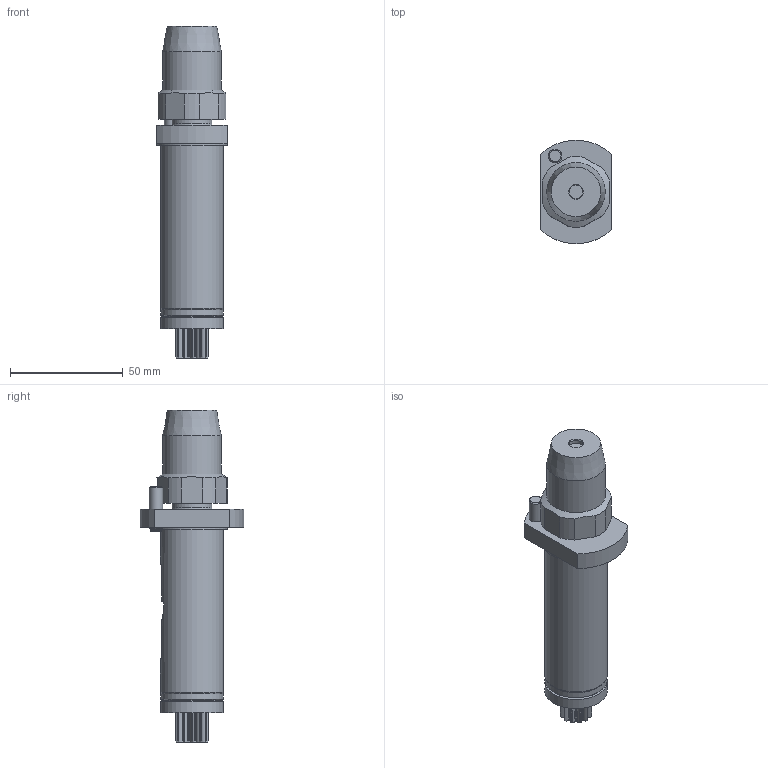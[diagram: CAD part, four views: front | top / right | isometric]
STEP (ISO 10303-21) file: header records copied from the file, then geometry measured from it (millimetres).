
FILE_DESCRIPTION(/* description */ (''),/* implementation_level */ '2;1');
FILE_NAME(/* name */ '10000957778nxv000_01_214.stp',/* time_stamp */ '2021-12-14T11:19:05+01:00',/* author */ (''),/* organization */ (''),/* preprocessor_version */ 'ST-DEVELOPER v16.7',/* originating_system */ 'SIEMENS PLM Software NX 12.0',/* authorisation */ '');
FILE_SCHEMA (('AUTOMOTIVE_DESIGN { 1 0 10303 214 3 1 1 1 }'));
Length unit declared in the file: millimetre
Products named in the file (1): 10000957778nxv000_01
Bounding box: 31.5 x 45.84 x 147.5 mm (x, y, z)
Volume: 87444.1 mm3; surface area: 16874.1 mm2
Topology: 1 solids, 1 shells, 139 faces, 381 edges, 253 vertices
Faces by surface type: cylinder 67, plane 26, extrusion 24, cone 20, torus 1, sphere 1
Full cylindrical faces by diameter (mm): 5 x1, 6 x2, 17.7 x1, 23.8 x1, 26 x1, 27.6 x1, 27.9 x1, 28 x1, 31.2 x1
Entity records: 6467 total; most frequent: CARTESIAN_POINT 3059, ORIENTED_EDGE 698, DIRECTION 686, EDGE_CURVE 349, AXIS2_PLACEMENT_3D 276, VERTEX_POINT 241, EDGE_LOOP 168, CIRCLE 154
